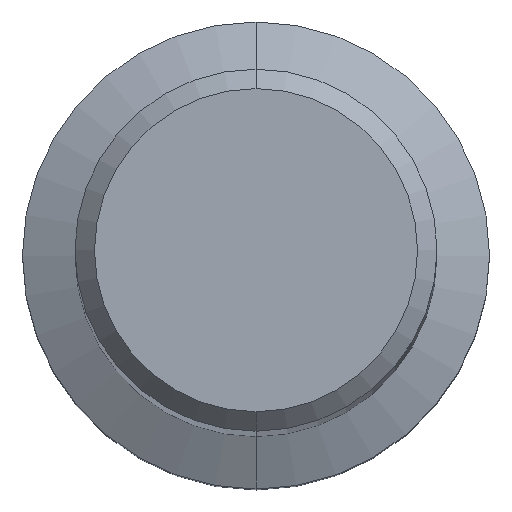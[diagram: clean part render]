
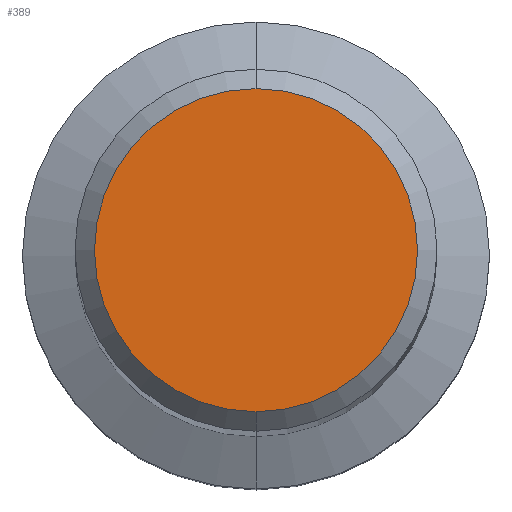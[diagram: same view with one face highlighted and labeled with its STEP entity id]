
A CAD part, top view. The second image highlights one B-rep face of the part: STEP entity #389.
In plain terms, the highlighted planar face has unit normal (0, 0, 1).
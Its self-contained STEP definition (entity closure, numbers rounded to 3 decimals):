
#225=VERTEX_POINT('',#585);
#389=ADVANCED_FACE('',(#763),#764,.T.);
#471=EDGE_CURVE('',#485,#225,#859,.T.);
#485=VERTEX_POINT('',#873);
#491=EDGE_CURVE('',#225,#485,#879,.T.);
#585=CARTESIAN_POINT('',(0.,-4.15,0.0));
#763=FACE_OUTER_BOUND('',#1352,.T.);
#764=PLANE('',#1353);
#859=CIRCLE('',#1553,4.15);
#873=CARTESIAN_POINT('',(0.0,4.15,0.0));
#879=CIRCLE('',#1588,4.15);
#1352=EDGE_LOOP('',(#1883,#1884));
#1353=AXIS2_PLACEMENT_3D('',#1885,#1886,#1887);
#1553=AXIS2_PLACEMENT_3D('',#2011,#2012,#2013);
#1588=AXIS2_PLACEMENT_3D('',#2023,#2024,#2025);
#1883=ORIENTED_EDGE('',*,*,#471,.F.);
#1884=ORIENTED_EDGE('',*,*,#491,.F.);
#1885=CARTESIAN_POINT('',(0.0,2.075,0.0));
#1886=DIRECTION('',(-0.0,0.0,1.0));
#1887=DIRECTION('',(0.0,-1.0,0.0));
#2011=CARTESIAN_POINT('',(0.0,0.0,0.0));
#2012=DIRECTION('',(0.0,0.0,-1.0));
#2013=DIRECTION('',(0.0,1.0,0.0));
#2023=CARTESIAN_POINT('',(0.0,0.0,0.0));
#2024=DIRECTION('',(0.0,0.0,-1.0));
#2025=DIRECTION('',(0.0,1.0,0.0));
